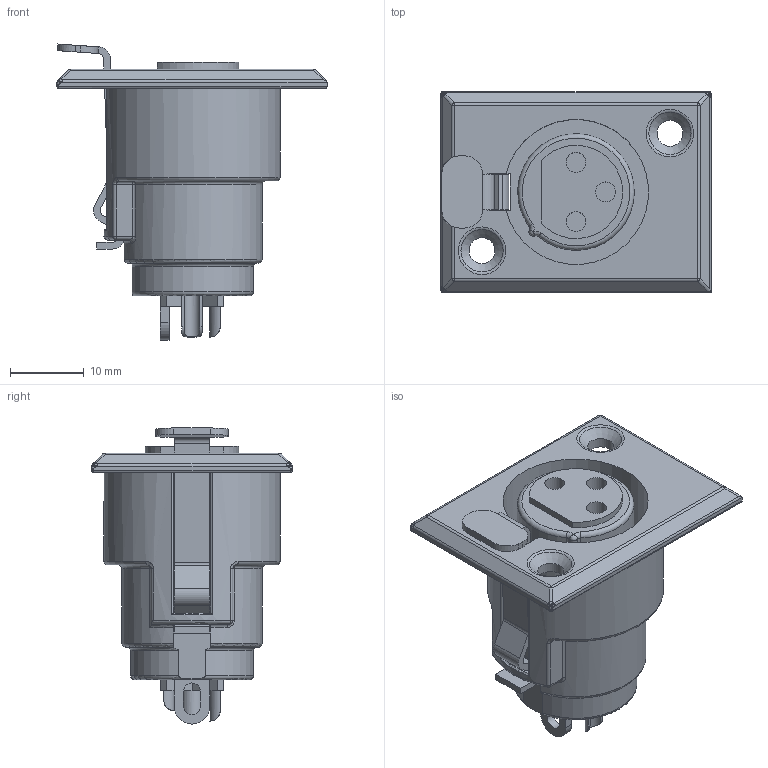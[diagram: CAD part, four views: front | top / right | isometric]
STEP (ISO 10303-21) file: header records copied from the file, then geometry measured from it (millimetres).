
FILE_DESCRIPTION(/* description */ (''),/* implementation_level */ '2;1');
FILE_NAME(/* name */ 'Connector, XLR3, Female, Chassis - Switchcraft-D3FB.stp',/* time_stamp */ '2018-02-18T11:06:23-08:00',/* author */ ('jkfra'),/* organization */ (''),/* preprocessor_version */ 'ST-DEVELOPER v16.13',/* originating_system */ 'Autodesk Inventor 2018',/* authorisation */ '');
FILE_SCHEMA (('AUTOMOTIVE_DESIGN { 1 0 10303 214 3 1 1 }'));
Length unit declared in the file: millimetre
Products named in the file (1): Connector, XLR3, Female, Chassis - Switchcraft-D3FB
Bounding box: 36.5 x 27.1 x 40.01 mm (x, y, z)
Volume: 10108.6 mm3; surface area: 8259.6 mm2
Topology: 3 solids, 3 shells, 209 faces, 531 edges, 331 vertices
Faces by surface type: plane 85, cylinder 70, bspline 27, torus 14, sphere 11, cone 2
Full cylindrical faces by diameter (mm): 2.7 x3, 3.5 x2, 13.5 x1, 23.8 x1
Entity records: 8131 total; most frequent: CARTESIAN_POINT 3051, ORIENTED_EDGE 1036, DIRECTION 1014, EDGE_CURVE 517, AXIS2_PLACEMENT_3D 372, VERTEX_POINT 329, LINE 270, VECTOR 270
